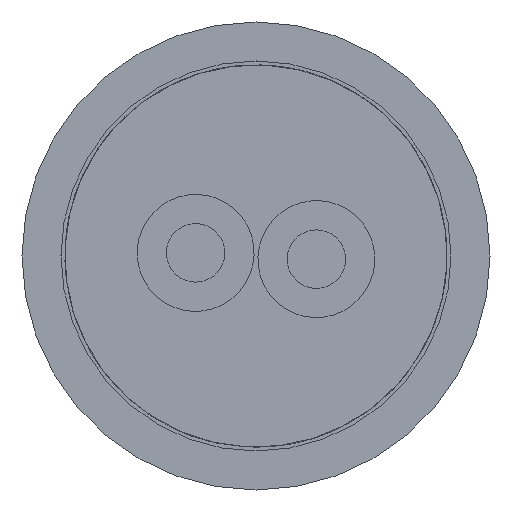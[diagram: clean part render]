
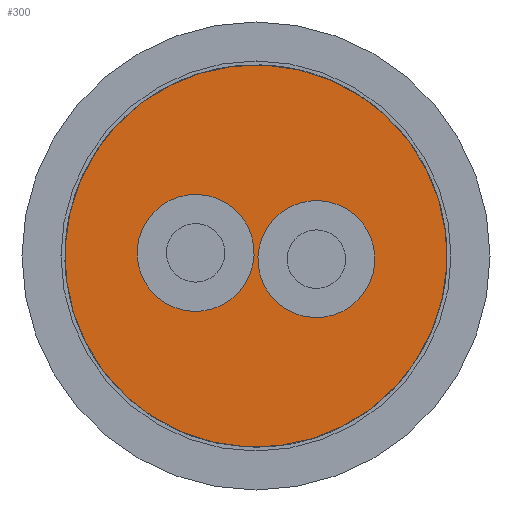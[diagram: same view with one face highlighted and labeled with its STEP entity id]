
A CAD part, front view. The second image highlights one B-rep face of the part: STEP entity #300.
In plain terms, the highlighted face is planar.
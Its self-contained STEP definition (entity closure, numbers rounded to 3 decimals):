
#15 = DIRECTION ( 'NONE',  ( 0., 0., 1. ) ) ;
#29 = DIRECTION ( 'NONE',  ( -1., 0., 0. ) ) ;
#32 = EDGE_LOOP ( 'NONE', ( #361, #108 ) ) ;
#107 = CARTESIAN_POINT ( 'NONE',  ( -0.775, 0., 0. ) ) ;
#108 = ORIENTED_EDGE ( 'NONE', *, *, #713, .F. ) ;
#120 = DIRECTION ( 'NONE',  ( 1., 0., 0. ) ) ;
#122 = EDGE_CURVE ( 'NONE', #1164, #892, #796, .T. ) ;
#138 = CARTESIAN_POINT ( 'NONE',  ( 0., 0., 0. ) ) ;
#164 = EDGE_CURVE ( 'NONE', #729, #899, #1081, .T. ) ;
#175 = CARTESIAN_POINT ( 'NONE',  ( 2.45, 0., 0. ) ) ;
#185 = DIRECTION ( 'NONE',  ( -1., 0., 0. ) ) ;
#212 = AXIS2_PLACEMENT_3D ( 'NONE', #1012, #458, #29 ) ;
#217 = DIRECTION ( 'NONE',  ( 0., 0., 1. ) ) ;
#226 = ORIENTED_EDGE ( 'NONE', *, *, #693, .F. ) ;
#228 = DIRECTION ( 'NONE',  ( 0., 0., -1. ) ) ;
#287 = PLANE ( 'NONE',  #1099 ) ;
#300 = ADVANCED_FACE ( 'NONE', ( #304, #853, #387 ), #287, .F. ) ;
#304 = FACE_BOUND ( 'NONE', #709, .T. ) ;
#326 = ORIENTED_EDGE ( 'NONE', *, *, #602, .F. ) ;
#332 = AXIS2_PLACEMENT_3D ( 'NONE', #1201, #502, #519 ) ;
#337 = CIRCLE ( 'NONE', #526, 2.45 ) ;
#361 = ORIENTED_EDGE ( 'NONE', *, *, #164, .F. ) ;
#387 = FACE_OUTER_BOUND ( 'NONE', #32, .T. ) ;
#391 = CARTESIAN_POINT ( 'NONE',  ( -1.525, 0., 0. ) ) ;
#413 = CARTESIAN_POINT ( 'NONE',  ( 0., 0., 0. ) ) ;
#432 = DIRECTION ( 'NONE',  ( 1., 0., 0. ) ) ;
#444 = DIRECTION ( 'NONE',  ( 1., 0., 0. ) ) ;
#458 = DIRECTION ( 'NONE',  ( 0., 0., -1. ) ) ;
#492 = CIRCLE ( 'NONE', #1195, 0.75 ) ;
#502 = DIRECTION ( 'NONE',  ( 0., 0., -1. ) ) ;
#505 = VERTEX_POINT ( 'NONE', #573 ) ;
#519 = DIRECTION ( 'NONE',  ( 1., 0., 0. ) ) ;
#526 = AXIS2_PLACEMENT_3D ( 'NONE', #138, #217, #432 ) ;
#537 = AXIS2_PLACEMENT_3D ( 'NONE', #801, #1005, #444 ) ;
#543 = CARTESIAN_POINT ( 'NONE',  ( 1.525, 0., 0. ) ) ;
#573 = CARTESIAN_POINT ( 'NONE',  ( -0.025, 0., 0. ) ) ;
#602 = EDGE_CURVE ( 'NONE', #892, #1164, #962, .T. ) ;
#630 = EDGE_LOOP ( 'NONE', ( #226, #717 ) ) ;
#641 = AXIS2_PLACEMENT_3D ( 'NONE', #878, #228, #120 ) ;
#688 = CIRCLE ( 'NONE', #212, 0.75 ) ;
#693 = EDGE_CURVE ( 'NONE', #505, #981, #688, .T. ) ;
#709 = EDGE_LOOP ( 'NONE', ( #1120, #326 ) ) ;
#713 = EDGE_CURVE ( 'NONE', #899, #729, #337, .T. ) ;
#717 = ORIENTED_EDGE ( 'NONE', *, *, #947, .F. ) ;
#729 = VERTEX_POINT ( 'NONE', #972 ) ;
#735 = CARTESIAN_POINT ( 'NONE',  ( 0.025, 0., 0. ) ) ;
#754 = DIRECTION ( 'NONE',  ( 0., 0., -1. ) ) ;
#780 = DIRECTION ( 'NONE',  ( 1., 0., 0. ) ) ;
#796 = CIRCLE ( 'NONE', #332, 0.75 ) ;
#801 = CARTESIAN_POINT ( 'NONE',  ( 0., 0., 0. ) ) ;
#853 = FACE_BOUND ( 'NONE', #630, .T. ) ;
#878 = CARTESIAN_POINT ( 'NONE',  ( 0.775, 0., 0. ) ) ;
#892 = VERTEX_POINT ( 'NONE', #735 ) ;
#899 = VERTEX_POINT ( 'NONE', #175 ) ;
#947 = EDGE_CURVE ( 'NONE', #981, #505, #492, .T. ) ;
#962 = CIRCLE ( 'NONE', #641, 0.75 ) ;
#972 = CARTESIAN_POINT ( 'NONE',  ( -2.45, 0., 0. ) ) ;
#981 = VERTEX_POINT ( 'NONE', #391 ) ;
#1005 = DIRECTION ( 'NONE',  ( 0., 0., 1. ) ) ;
#1012 = CARTESIAN_POINT ( 'NONE',  ( -0.775, 0., 0. ) ) ;
#1081 = CIRCLE ( 'NONE', #537, 2.45 ) ;
#1099 = AXIS2_PLACEMENT_3D ( 'NONE', #413, #15, #780 ) ;
#1120 = ORIENTED_EDGE ( 'NONE', *, *, #122, .F. ) ;
#1164 = VERTEX_POINT ( 'NONE', #543 ) ;
#1195 = AXIS2_PLACEMENT_3D ( 'NONE', #107, #754, #185 ) ;
#1201 = CARTESIAN_POINT ( 'NONE',  ( 0.775, 0., 0. ) ) ;
